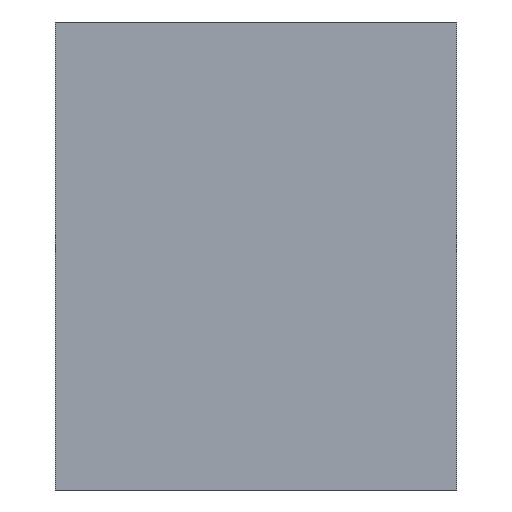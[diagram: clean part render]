
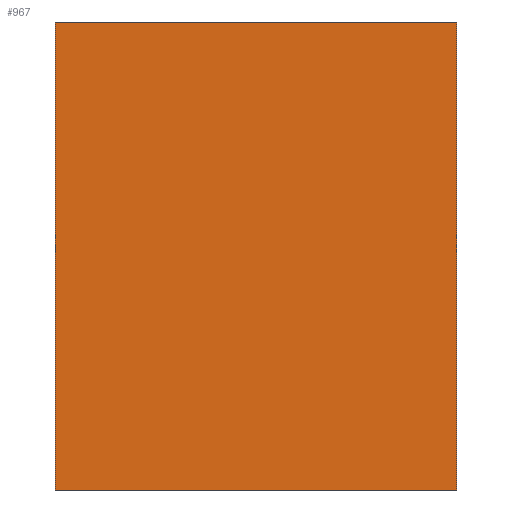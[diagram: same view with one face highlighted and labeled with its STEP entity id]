
A CAD part, front view. The second image highlights one B-rep face of the part: STEP entity #967.
In plain terms, the highlighted planar face has unit normal (0, -1, 0).
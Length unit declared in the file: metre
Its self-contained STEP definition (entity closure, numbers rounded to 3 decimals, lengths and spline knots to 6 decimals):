
#271=ORIENTED_EDGE('',*,*,#369,.T.);
#272=ORIENTED_EDGE('',*,*,#422,.T.);
#273=ORIENTED_EDGE('',*,*,#447,.F.);
#274=ORIENTED_EDGE('',*,*,#452,.F.);
#369=EDGE_CURVE('',#496,#495,#579,.T.);
#422=EDGE_CURVE('',#495,#534,#608,.T.);
#447=EDGE_CURVE('',#557,#534,#617,.T.);
#452=EDGE_CURVE('',#496,#557,#622,.T.);
#495=VERTEX_POINT('',#1442);
#496=VERTEX_POINT('',#1444);
#534=VERTEX_POINT('',#1556);
#557=VERTEX_POINT('',#1613);
#579=LINE('',#1443,#655);
#608=LINE('',#1557,#684);
#617=LINE('',#1612,#693);
#622=LINE('',#1624,#698);
#655=VECTOR('',#1143,1.);
#684=VECTOR('',#1264,1.);
#693=VECTOR('',#1321,1.);
#698=VECTOR('',#1336,1.);
#792=EDGE_LOOP('',(#271,#272,#273,#274));
#888=FACE_BOUND('',#792,.T.);
#921=PLANE('',#1082);
#967=ADVANCED_FACE('',(#888),#921,.T.);
#1082=AXIS2_PLACEMENT_3D('',#1625,#1337,#1338);
#1143=DIRECTION('',(-1.,0.,0.));
#1264=DIRECTION('',(0.,0.,-1.));
#1321=DIRECTION('',(-1.,0.,0.));
#1336=DIRECTION('',(0.,0.,-1.));
#1337=DIRECTION('',(0.,-1.,0.));
#1338=DIRECTION('',(1.,0.,0.));
#1442=CARTESIAN_POINT('',(-0.025,-0.02,0.0525));
#1443=CARTESIAN_POINT('',(0.001,-0.02,0.0525));
#1444=CARTESIAN_POINT('',(0.02,-0.02,0.0525));
#1556=CARTESIAN_POINT('',(-0.025,-0.02,0.));
#1557=CARTESIAN_POINT('',(-0.025,-0.02,0.0525));
#1612=CARTESIAN_POINT('',(0.001,-0.02,0.));
#1613=CARTESIAN_POINT('',(0.02,-0.02,0.));
#1624=CARTESIAN_POINT('',(0.02,-0.02,0.0525));
#1625=CARTESIAN_POINT('',(0.001,-0.02,0.0525));
